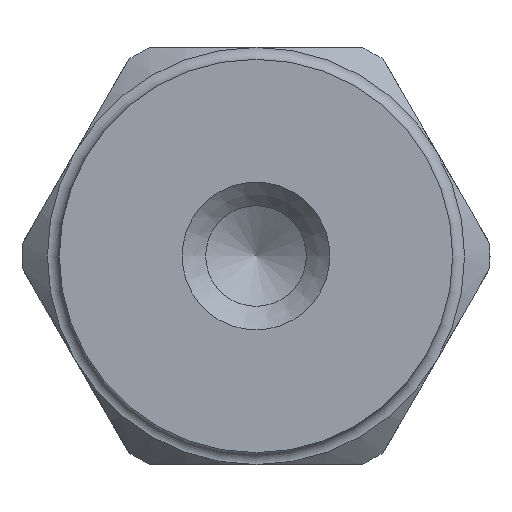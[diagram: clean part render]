
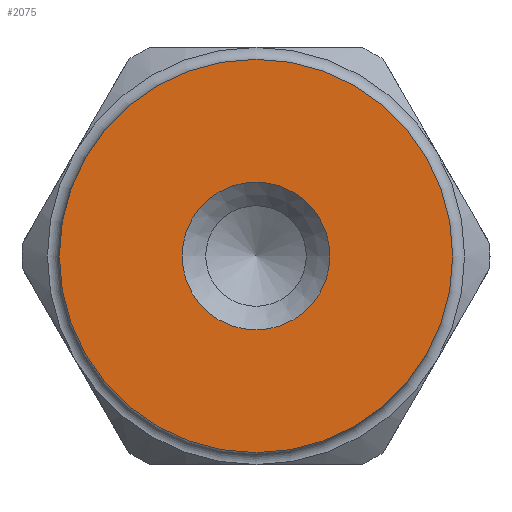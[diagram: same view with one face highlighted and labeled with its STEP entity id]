
A CAD part, front view. The second image highlights one B-rep face of the part: STEP entity #2075.
In plain terms, the highlighted planar face has unit normal (0, -1, 0).
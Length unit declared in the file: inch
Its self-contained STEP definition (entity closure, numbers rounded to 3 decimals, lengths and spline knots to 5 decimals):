
#218=FACE_BOUND('',#572,.T.);
#246=CIRCLE('',#2173,0.155);
#268=CIRCLE('',#2217,0.4125);
#408=FACE_OUTER_BOUND('',#571,.T.);
#571=EDGE_LOOP('',(#1877));
#572=EDGE_LOOP('',(#1878));
#998=VERTEX_POINT('',#7123);
#1032=VERTEX_POINT('',#7267);
#1262=EDGE_CURVE('',#998,#998,#246,.T.);
#1314=EDGE_CURVE('',#1032,#1032,#268,.T.);
#1877=ORIENTED_EDGE('',*,*,#1314,.T.);
#1878=ORIENTED_EDGE('',*,*,#1262,.T.);
#1950=PLANE('',#2219);
#2075=ADVANCED_FACE('',(#408,#218),#1950,.F.);
#2173=AXIS2_PLACEMENT_3D('',#7124,#2515,#2516);
#2217=AXIS2_PLACEMENT_3D('',#7268,#2615,#2616);
#2219=AXIS2_PLACEMENT_3D('',#7270,#2619,#2620);
#2515=DIRECTION('center_axis',(0.,1.,0.));
#2516=DIRECTION('ref_axis',(1.,0.,0.));
#2615=DIRECTION('center_axis',(0.,-1.,0.));
#2616=DIRECTION('ref_axis',(1.,0.,0.));
#2619=DIRECTION('center_axis',(0.,1.,0.));
#2620=DIRECTION('ref_axis',(0.,0.,1.));
#7123=CARTESIAN_POINT('',(0.155,0.,0.));
#7124=CARTESIAN_POINT('Origin',(0.,0.,0.));
#7267=CARTESIAN_POINT('',(0.4125,0.,0.));
#7268=CARTESIAN_POINT('Origin',(0.,0.,0.));
#7270=CARTESIAN_POINT('Origin',(0.,0.,0.));
